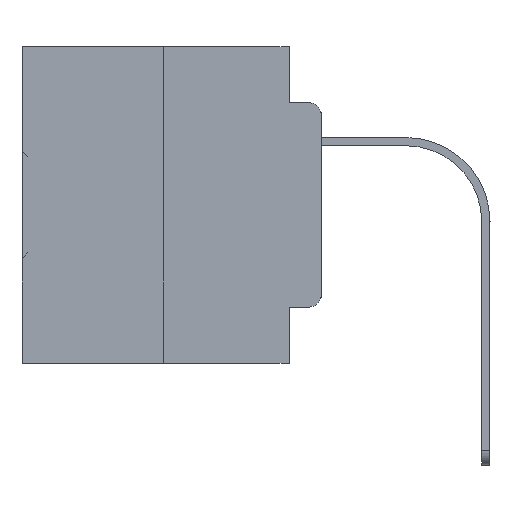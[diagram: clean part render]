
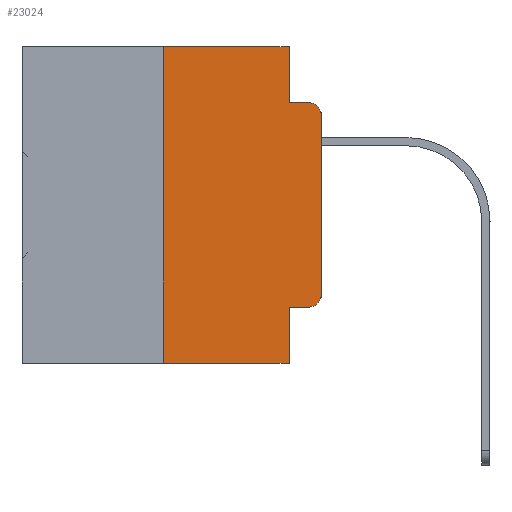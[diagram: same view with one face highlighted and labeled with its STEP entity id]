
A CAD part, left-side view. The second image highlights one B-rep face of the part: STEP entity #23024.
In plain terms, the highlighted planar face has unit normal (-1, 0, 0).
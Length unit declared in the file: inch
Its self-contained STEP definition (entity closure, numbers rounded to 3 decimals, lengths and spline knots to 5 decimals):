
#37 = EDGE_CURVE ( 'NONE', #20874, #28744, #30519, .T. ) ;
#259 = DIRECTION ( 'NONE',  ( 0., -1., 0. ) ) ;
#419 = CARTESIAN_POINT ( 'NONE',  ( 0., 0.473, -0.5 ) ) ;
#1032 = CARTESIAN_POINT ( 'NONE',  ( 0., 0.051, 0. ) ) ;
#1707 = ORIENTED_EDGE ( 'NONE', *, *, #37, .F. ) ;
#1825 = LINE ( 'NONE', #26322, #25827 ) ;
#2093 = DIRECTION ( 'NONE',  ( 0., 0., -1. ) ) ;
#2278 = VERTEX_POINT ( 'NONE', #18402 ) ;
#2895 = CARTESIAN_POINT ( 'NONE',  ( 0., 0.25, 0. ) ) ;
#3063 = VERTEX_POINT ( 'NONE', #6904 ) ;
#3417 = EDGE_CURVE ( 'NONE', #13584, #34603, #30722, .T. ) ;
#3927 = CARTESIAN_POINT ( 'NONE',  ( 0., 0.051, -0.4115 ) ) ;
#4285 = ORIENTED_EDGE ( 'NONE', *, *, #4365, .T. ) ;
#4365 = EDGE_CURVE ( 'NONE', #2278, #8462, #19957, .T. ) ;
#4397 = CARTESIAN_POINT ( 'NONE',  ( 0., 0.051, -0.0885 ) ) ;
#4521 = CARTESIAN_POINT ( 'NONE',  ( 0., 0.051, -0.0885 ) ) ;
#5082 = ORIENTED_EDGE ( 'NONE', *, *, #23564, .T. ) ;
#5695 = CARTESIAN_POINT ( 'NONE',  ( 0., 0.051, 0. ) ) ;
#6062 = AXIS2_PLACEMENT_3D ( 'NONE', #18238, #24409, #18776 ) ;
#6172 = VERTEX_POINT ( 'NONE', #33443 ) ;
#6506 = LINE ( 'NONE', #4521, #21888 ) ;
#6904 = CARTESIAN_POINT ( 'NONE',  ( 0., 0., -0.3915 ) ) ;
#7878 = LINE ( 'NONE', #10601, #27591 ) ;
#8086 = ORIENTED_EDGE ( 'NONE', *, *, #20743, .F. ) ;
#8462 = VERTEX_POINT ( 'NONE', #13410 ) ;
#8736 = AXIS2_PLACEMENT_3D ( 'NONE', #26713, #29970, #13458 ) ;
#8750 = DIRECTION ( 'NONE',  ( 0., 0., -1. ) ) ;
#9393 = EDGE_CURVE ( 'NONE', #31149, #6172, #19801, .T. ) ;
#9487 = EDGE_CURVE ( 'NONE', #3063, #2278, #1825, .T. ) ;
#9919 = VECTOR ( 'NONE', #18235, 39.37008 ) ;
#10601 = CARTESIAN_POINT ( 'NONE',  ( 0., 0.473, 0. ) ) ;
#11683 = ORIENTED_EDGE ( 'NONE', *, *, #12109, .F. ) ;
#12109 = EDGE_CURVE ( 'NONE', #31149, #35184, #15697, .T. ) ;
#12796 = PLANE ( 'NONE',  #13000 ) ;
#13000 = AXIS2_PLACEMENT_3D ( 'NONE', #13500, #34915, #2093 ) ;
#13144 = ORIENTED_EDGE ( 'NONE', *, *, #9487, .T. ) ;
#13410 = CARTESIAN_POINT ( 'NONE',  ( 0., 0.02, -0.0885 ) ) ;
#13458 = DIRECTION ( 'NONE',  ( 0., 0., -1. ) ) ;
#13500 = CARTESIAN_POINT ( 'NONE',  ( 0., 0.473, 0. ) ) ;
#13584 = VERTEX_POINT ( 'NONE', #3927 ) ;
#14596 = EDGE_LOOP ( 'NONE', ( #13144, #4285, #17198, #1707, #8086, #11683, #25578, #34954, #17534, #5082 ) ) ;
#15079 = DIRECTION ( 'NONE',  ( 0., 0., 1. ) ) ;
#15697 = LINE ( 'NONE', #26765, #9919 ) ;
#17098 = VECTOR ( 'NONE', #8750, 39.37008 ) ;
#17198 = ORIENTED_EDGE ( 'NONE', *, *, #21872, .F. ) ;
#17274 = DIRECTION ( 'NONE',  ( 0., -1., 0. ) ) ;
#17534 = ORIENTED_EDGE ( 'NONE', *, *, #3417, .T. ) ;
#17694 = LINE ( 'NONE', #1032, #28749 ) ;
#18235 = DIRECTION ( 'NONE',  ( 0., 0., 1. ) ) ;
#18238 = CARTESIAN_POINT ( 'NONE',  ( 0., 0.02, -0.1085 ) ) ;
#18402 = CARTESIAN_POINT ( 'NONE',  ( 0., 0., -0.1085 ) ) ;
#18776 = DIRECTION ( 'NONE',  ( 0., 0., -1. ) ) ;
#19801 = LINE ( 'NONE', #419, #26979 ) ;
#19957 = CIRCLE ( 'NONE', #6062, 0.02 ) ;
#20743 = EDGE_CURVE ( 'NONE', #35184, #20874, #7878, .T. ) ;
#20874 = VERTEX_POINT ( 'NONE', #23118 ) ;
#20909 = CIRCLE ( 'NONE', #8736, 0.02 ) ;
#21872 = EDGE_CURVE ( 'NONE', #28744, #8462, #6506, .T. ) ;
#21888 = VECTOR ( 'NONE', #23737, 39.37008 ) ;
#23024 = ADVANCED_FACE ( 'NONE', ( #24575 ), #12796, .F. ) ;
#23118 = CARTESIAN_POINT ( 'NONE',  ( 0., 0.051, 0. ) ) ;
#23127 = CARTESIAN_POINT ( 'NONE',  ( 0., 0.02, -0.4115 ) ) ;
#23333 = DIRECTION ( 'NONE',  ( 0., 0., -1. ) ) ;
#23564 = EDGE_CURVE ( 'NONE', #34603, #3063, #20909, .T. ) ;
#23737 = DIRECTION ( 'NONE',  ( 0., -1., 0. ) ) ;
#24409 = DIRECTION ( 'NONE',  ( -1., 0., 0. ) ) ;
#24575 = FACE_OUTER_BOUND ( 'NONE', #14596, .T. ) ;
#25578 = ORIENTED_EDGE ( 'NONE', *, *, #9393, .T. ) ;
#25827 = VECTOR ( 'NONE', #15079, 39.37008 ) ;
#26322 = CARTESIAN_POINT ( 'NONE',  ( 0., 0., 0. ) ) ;
#26713 = CARTESIAN_POINT ( 'NONE',  ( 0., 0.02, -0.3915 ) ) ;
#26765 = CARTESIAN_POINT ( 'NONE',  ( 0., 0.25, 0. ) ) ;
#26979 = VECTOR ( 'NONE', #17274, 39.37008 ) ;
#27139 = CARTESIAN_POINT ( 'NONE',  ( 0., 0.25, -0.5 ) ) ;
#27591 = VECTOR ( 'NONE', #259, 39.37008 ) ;
#28202 = DIRECTION ( 'NONE',  ( 0., -1., 0. ) ) ;
#28554 = CARTESIAN_POINT ( 'NONE',  ( 0., 0.051, -0.4115 ) ) ;
#28744 = VERTEX_POINT ( 'NONE', #4397 ) ;
#28749 = VECTOR ( 'NONE', #23333, 39.37008 ) ;
#29970 = DIRECTION ( 'NONE',  ( -1., 0., 0. ) ) ;
#30519 = LINE ( 'NONE', #5695, #17098 ) ;
#30722 = LINE ( 'NONE', #28554, #31460 ) ;
#31149 = VERTEX_POINT ( 'NONE', #27139 ) ;
#31460 = VECTOR ( 'NONE', #28202, 39.37008 ) ;
#32932 = EDGE_CURVE ( 'NONE', #13584, #6172, #17694, .T. ) ;
#33443 = CARTESIAN_POINT ( 'NONE',  ( 0., 0.051, -0.5 ) ) ;
#34603 = VERTEX_POINT ( 'NONE', #23127 ) ;
#34915 = DIRECTION ( 'NONE',  ( 1., 0., 0. ) ) ;
#34954 = ORIENTED_EDGE ( 'NONE', *, *, #32932, .F. ) ;
#35184 = VERTEX_POINT ( 'NONE', #2895 ) ;
